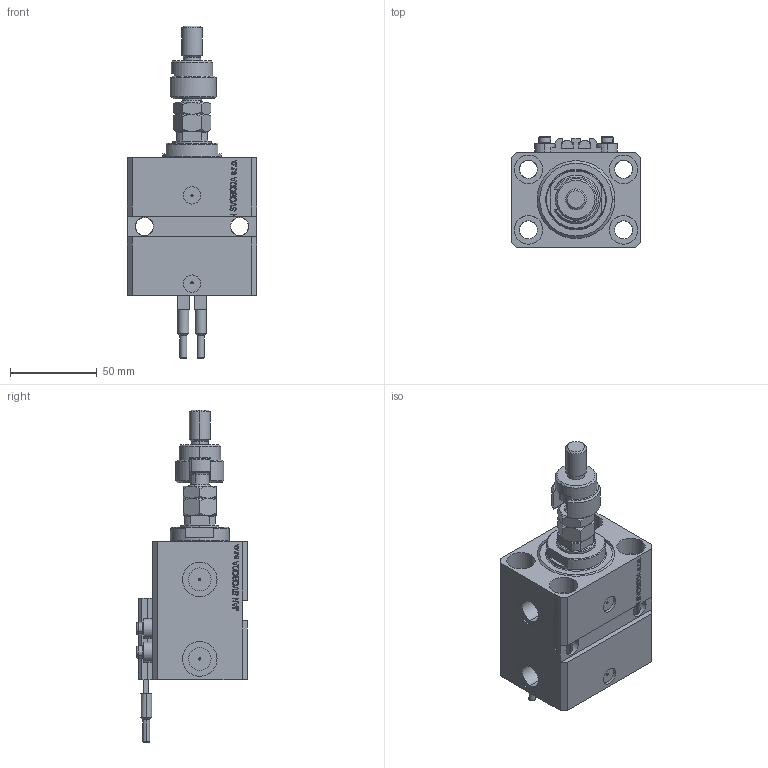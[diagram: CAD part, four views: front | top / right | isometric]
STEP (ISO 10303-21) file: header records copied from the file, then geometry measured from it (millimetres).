
FILE_DESCRIPTION (( 'STEP AP203' ), '1' );
FILE_NAME ('c4fd.STEP', '2022-04-09T14:12:40', ( '' ), ( '' ), 'SwSTEP 2.0', 'SolidWorks 2019', '' );
FILE_SCHEMA (( 'CONFIG_CONTROL_DESIGN' ));
Length unit declared in the file: millimetre
Products named in the file (9): V250CE_VC_E 75e2ab5fbe4db273b1d9c3af3f71dbd4; ALLEN BOLT V250CE 75e2ab5fbe4db273b1d9c3af3f71dbd4; c4fd; DFA 75e2ab5fbe4db273b1d9c3af3f71dbd4; V250CE_E_Body 75e2ab5fbe4db273b1d9c3af3f71dbd4; V250CE_C_VCP 75e2ab5fbe4db273b1d9c3af3f71dbd4; SWITCH_V250CE 75e2ab5fbe4db273b1d9c3af3f71dbd4; MFA 75e2ab5fbe4db273b1d9c3af3f71dbd4; FEMALE_PART_FOR_DFA 75e2ab5fbe4db273b1d9c3af3f71dbd4
Assembly tree (12 placements, depth 3):
  c4fd
    V250CE_E_Body 75e2ab5fbe4db273b1d9c3af3f71dbd4
    ALLEN BOLT V250CE 75e2ab5fbe4db273b1d9c3af3f71dbd4  x4
    V250CE_C_VCP 75e2ab5fbe4db273b1d9c3af3f71dbd4
    V250CE_VC_E 75e2ab5fbe4db273b1d9c3af3f71dbd4
    DFA 75e2ab5fbe4db273b1d9c3af3f71dbd4
      FEMALE_PART_FOR_DFA 75e2ab5fbe4db273b1d9c3af3f71dbd4
      MFA 75e2ab5fbe4db273b1d9c3af3f71dbd4
    SWITCH_V250CE 75e2ab5fbe4db273b1d9c3af3f71dbd4  x2
Bounding box: 75 x 64 x 191.9 mm (x, y, z)
Volume: 305325.2 mm3; surface area: 86937.7 mm2
Topology: 12 solids, 12 shells, 1201 faces, 2952 edges, 1891 vertices
Faces by surface type: plane 574, bspline 354, cylinder 151, cone 100, torus 22
Entity records: 50446 total; most frequent: CARTESIAN_POINT 25519, ORIENTED_EDGE 5486, DIRECTION 3783, EDGE_CURVE 2743, VERTEX_POINT 1777, LINE 1609, VECTOR 1609, EDGE_LOOP 1234
